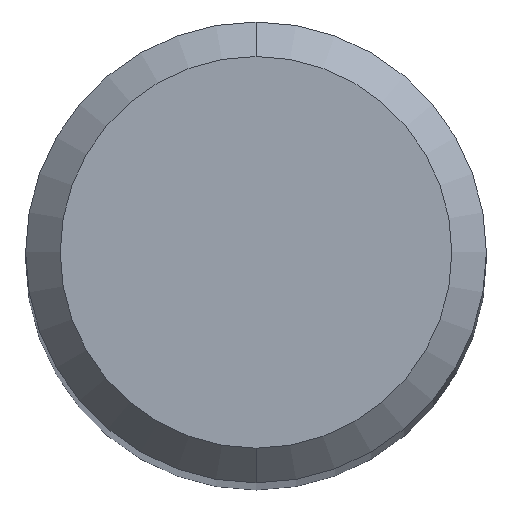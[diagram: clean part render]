
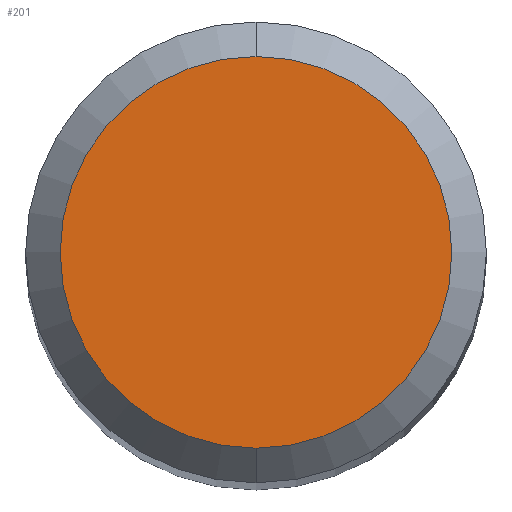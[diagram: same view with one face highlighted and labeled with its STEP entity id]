
A CAD part, top view. The second image highlights one B-rep face of the part: STEP entity #201.
In plain terms, the highlighted planar face has unit normal (0, 0, 1).
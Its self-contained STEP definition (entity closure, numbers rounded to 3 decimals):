
#191=VERTEX_POINT('',#498);
#201=ADVANCED_FACE('',(#508),#509,.T.);
#315=EDGE_CURVE('',#425,#191,#636,.T.);
#377=EDGE_CURVE('',#191,#425,#706,.T.);
#425=VERTEX_POINT('',#758);
#498=CARTESIAN_POINT('',(0.,-1.7,0.0));
#508=FACE_OUTER_BOUND('',#873,.T.);
#509=PLANE('',#874);
#636=CIRCLE('',#1113,1.7);
#706=CIRCLE('',#1275,1.7);
#758=CARTESIAN_POINT('',(0.0,1.7,0.0));
#873=EDGE_LOOP('',(#1453,#1454));
#874=AXIS2_PLACEMENT_3D('',#1455,#1456,#1457);
#1113=AXIS2_PLACEMENT_3D('',#1610,#1611,#1612);
#1275=AXIS2_PLACEMENT_3D('',#1698,#1699,#1700);
#1453=ORIENTED_EDGE('',*,*,#315,.F.);
#1454=ORIENTED_EDGE('',*,*,#377,.F.);
#1455=CARTESIAN_POINT('',(0.0,0.85,0.0));
#1456=DIRECTION('',(-0.0,0.0,1.0));
#1457=DIRECTION('',(0.0,-1.0,0.0));
#1610=CARTESIAN_POINT('',(0.0,0.0,0.0));
#1611=DIRECTION('',(0.0,0.0,-1.0));
#1612=DIRECTION('',(0.0,1.0,0.0));
#1698=CARTESIAN_POINT('',(0.0,0.0,0.0));
#1699=DIRECTION('',(0.0,0.0,-1.0));
#1700=DIRECTION('',(0.0,1.0,0.0));
